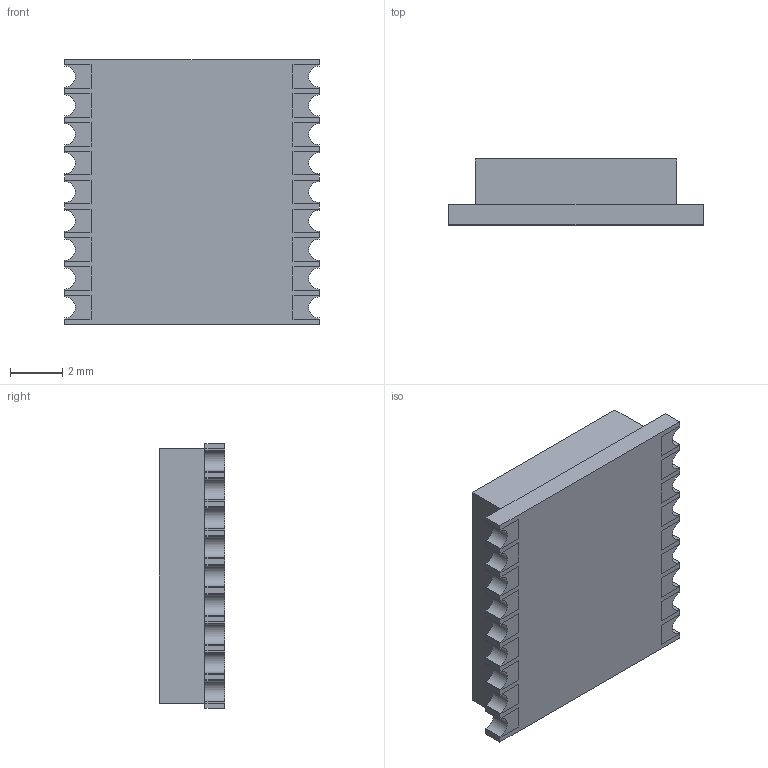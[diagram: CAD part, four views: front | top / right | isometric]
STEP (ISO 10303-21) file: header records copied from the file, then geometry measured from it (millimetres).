
FILE_DESCRIPTION (( 'STEP AP214' ), '1' );
FILE_NAME ('MAX-M10S-00B.STEP', '2023-02-28T17:58:07', ( '' ), ( '' ), 'SwSTEP 2.0', 'SolidWorks 2019', '' );
FILE_SCHEMA (( 'AUTOMOTIVE_DESIGN' ));
Length unit declared in the file: millimetre
Products named in the file (1): MAX-M10S-00B
Bounding box: 9.7 x 2.5 x 10.1 mm (x, y, z)
Volume: 201 mm3; surface area: 512.5 mm2
Topology: 20 solids, 20 shells, 228 faces, 564 edges, 376 vertices
Faces by surface type: plane 210, cylinder 18
Entity records: 8763 total; most frequent: CARTESIAN_POINT 1169, ORIENTED_EDGE 1128, DIRECTION 1058, EDGE_CURVE 564, LINE 528, VECTOR 528, VERTEX_POINT 376, AXIS2_PLACEMENT_3D 265
